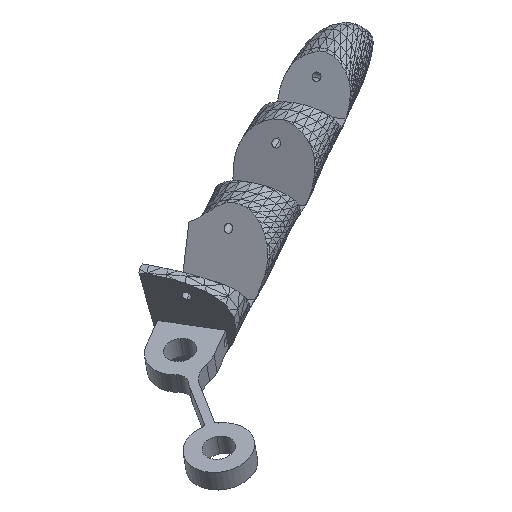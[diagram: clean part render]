
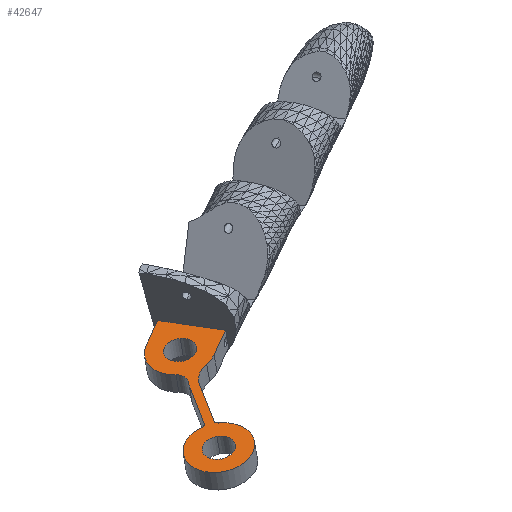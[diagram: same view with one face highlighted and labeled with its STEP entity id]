
A CAD part, left-side view. The second image highlights one B-rep face of the part: STEP entity #42647.
In plain terms, the highlighted planar face has unit normal (-0.677, 0.126, 0.725).
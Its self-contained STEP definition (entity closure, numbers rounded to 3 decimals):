
#12467=DIRECTION('',(0.318,0.938,0.134));
#12468=VECTOR('',#12467,15.);
#12469=CARTESIAN_POINT('',(98.645,-87.788,
79.367));
#12470=LINE('',#12469,#12468);
#13018=DIRECTION('',(0.663,-0.321,0.676));
#13019=VECTOR('',#13018,7.535);
#13020=CARTESIAN_POINT('',(93.646,-85.367,
74.276));
#13021=LINE('',#13020,#13019);
#13045=DIRECTION('',(-0.663,0.321,-0.676));
#13046=VECTOR('',#13045,7.535);
#13047=CARTESIAN_POINT('',(103.42,-73.711,
81.375));
#13048=LINE('',#13047,#13046);
#13058=CARTESIAN_POINT('',(72.853,-86.36,
55.028));
#13059=DIRECTION('',(-0.677,0.126,0.725));
#13060=DIRECTION('',(0.736,0.116,0.667));
#13061=AXIS2_PLACEMENT_3D('',#13058,#13059,#13060);
#13063=CARTESIAN_POINT('',(72.853,-86.36,
55.028));
#13064=DIRECTION('',(-0.677,0.126,0.725));
#13065=DIRECTION('',(-0.736,-0.116,-0.667));
#13066=AXIS2_PLACEMENT_3D('',#13063,#13064,#13065);
#13068=CARTESIAN_POINT('',(96.033,-78.328,
75.28));
#13069=DIRECTION('',(-0.677,0.126,0.725));
#13070=DIRECTION('',(0.731,0.,0.683));
#13071=AXIS2_PLACEMENT_3D('',#13068,#13069,#13070);
#13073=CARTESIAN_POINT('',(96.033,-78.328,
75.28));
#13074=DIRECTION('',(-0.677,0.126,0.725));
#13075=DIRECTION('',(-0.731,0.,
-0.683));
#13076=AXIS2_PLACEMENT_3D('',#13073,#13074,#13075);
#13078=DIRECTION('',(-0.729,-0.252,-0.637));
#13079=VECTOR('',#13078,11.748);
#13080=CARTESIAN_POINT('',(87.53,-82.352,
68.039));
#13081=LINE('',#13080,#13079);
#13082=DIRECTION('',(0.729,0.252,0.637));
#13083=VECTOR('',#13082,11.727);
#13084=CARTESIAN_POINT('',(78.771,-83.318,
60.026));
#13085=LINE('',#13084,#13083);
#13086=CARTESIAN_POINT('',(88.207,-88.684,
69.774));
#13087=DIRECTION('',(0.677,-0.126,-0.725));
#13088=DIRECTION('',(-0.103,0.959,-0.263));
#13089=AXIS2_PLACEMENT_3D('',#13086,#13087,#13088);
#13091=CARTESIAN_POINT('',(88.207,-88.684,
69.774));
#13092=DIRECTION('',(-0.677,0.126,0.725));
#13093=DIRECTION('',(0.555,0.734,0.39));
#13094=AXIS2_PLACEMENT_3D('',#13091,#13092,#13093);
#13166=CARTESIAN_POINT('',(72.853,-86.36,
55.028));
#13167=DIRECTION('',(-0.677,0.126,0.725));
#13168=DIRECTION('',(0.684,0.471,0.557));
#13169=AXIS2_PLACEMENT_3D('',#13166,#13167,#13168);
#13185=CARTESIAN_POINT('',(78.668,-82.359,
59.763));
#13186=DIRECTION('',(0.677,-0.126,-0.725));
#13187=DIRECTION('',(0.103,-0.959,0.263));
#13188=AXIS2_PLACEMENT_3D('',#13185,#13186,#13187);
#13202=CARTESIAN_POINT('',(88.514,-77.136,
68.049));
#13203=DIRECTION('',(0.677,-0.126,-0.725));
#13204=DIRECTION('',(0.716,-0.114,0.689));
#13205=AXIS2_PLACEMENT_3D('',#13202,#13203,#13204);
#13221=CARTESIAN_POINT('',(96.033,-78.328,
75.28));
#13222=DIRECTION('',(-0.677,0.126,0.725));
#13223=DIRECTION('',(-0.555,-0.734,-0.39));
#13224=AXIS2_PLACEMENT_3D('',#13221,#13222,#13223);
#13235=CARTESIAN_POINT('',(96.033,-78.328,
75.28));
#13236=DIRECTION('',(-0.677,0.126,0.725));
#13237=DIRECTION('',(0.318,0.938,0.134));
#13238=AXIS2_PLACEMENT_3D('',#13235,#13236,#13237);
#13248=CARTESIAN_POINT('',(79.072,-86.278,
60.822));
#13249=DIRECTION('',(0.677,-0.126,-0.725));
#13250=DIRECTION('',(-0.732,-0.01,-0.682));
#13251=AXIS2_PLACEMENT_3D('',#13248,#13249,#13250);
#15638=CARTESIAN_POINT('',(98.645,-87.788,
79.367));
#15639=VERTEX_POINT('',#15638);
#15640=CARTESIAN_POINT('',(103.42,-73.711,
81.375));
#15641=VERTEX_POINT('',#15640);
#15656=CARTESIAN_POINT('',(93.646,-85.367,
74.276));
#15657=VERTEX_POINT('',#15656);
#15662=CARTESIAN_POINT('',(98.421,-71.289,
76.284));
#15663=VERTEX_POINT('',#15662);
#15666=CARTESIAN_POINT('',(98.591,-78.328,
77.669));
#15667=CARTESIAN_POINT('',(93.476,-78.328,
72.891));
#15668=VERTEX_POINT('',#15666);
#15669=VERTEX_POINT('',#15667);
#15747=CARTESIAN_POINT('',(75.428,-85.954,
57.363));
#15748=CARTESIAN_POINT('',(70.277,-86.767,
52.694));
#15749=VERTEX_POINT('',#15747);
#15750=VERTEX_POINT('',#15748);
#15753=CARTESIAN_POINT('',(91.871,-83.836,
72.351));
#15754=VERTEX_POINT('',#15753);
#15756=CARTESIAN_POINT('',(87.316,-80.357,
67.492));
#15758=VERTEX_POINT('',#15756);
#15760=CARTESIAN_POINT('',(87.53,-82.352,
68.039));
#15762=VERTEX_POINT('',#15760);
#15763=CARTESIAN_POINT('',(90.662,-77.477,
70.115));
#15765=VERTEX_POINT('',#15763);
#15767=CARTESIAN_POINT('',(88.435,-80.102,
68.492));
#15769=VERTEX_POINT('',#15767);
#15772=CARTESIAN_POINT('',(77.984,-82.829,
59.206));
#15774=VERTEX_POINT('',#15772);
#15776=CARTESIAN_POINT('',(78.771,-83.318,
60.026));
#15778=VERTEX_POINT('',#15776);
#15779=CARTESIAN_POINT('',(78.34,-86.288,
60.141));
#15781=VERTEX_POINT('',#15779);
#15783=CARTESIAN_POINT('',(78.969,-85.319,
60.559));
#15785=VERTEX_POINT('',#15783);
#42605=CARTESIAN_POINT('',(96.033,-78.328,
75.28));
#42606=DIRECTION('',(-0.677,0.126,0.725));
#42607=DIRECTION('',(0.731,0.,0.683));
#42608=AXIS2_PLACEMENT_3D('',#42605,#42606,#42607);
#42609=PLANE('',#42608);
#42611=ORIENTED_EDGE('',*,*,#42610,.T.);
#42613=ORIENTED_EDGE('',*,*,#42612,.F.);
#42615=ORIENTED_EDGE('',*,*,#42614,.F.);
#42617=ORIENTED_EDGE('',*,*,#42616,.F.);
#42619=ORIENTED_EDGE('',*,*,#42618,.T.);
#42621=ORIENTED_EDGE('',*,*,#42620,.T.);
#42623=ORIENTED_EDGE('',*,*,#42622,.F.);
#42625=ORIENTED_EDGE('',*,*,#42624,.F.);
#42626=ORIENTED_EDGE('',*,*,#42594,.F.);
#42627=ORIENTED_EDGE('',*,*,#41247,.F.);
#42628=ORIENTED_EDGE('',*,*,#42547,.F.);
#42630=ORIENTED_EDGE('',*,*,#42629,.F.);
#42632=ORIENTED_EDGE('',*,*,#42631,.T.);
#42633=EDGE_LOOP('',(#42611,#42613,#42615,#42617,#42619,#42621,#42623,#42625,
#42626,#42627,#42628,#42630,#42632));
#42634=FACE_OUTER_BOUND('',#42633,.F.);
#42636=ORIENTED_EDGE('',*,*,#42635,.T.);
#42638=ORIENTED_EDGE('',*,*,#42637,.T.);
#42639=EDGE_LOOP('',(#42636,#42638));
#42640=FACE_BOUND('',#42639,.F.);
#42642=ORIENTED_EDGE('',*,*,#42641,.T.);
#42644=ORIENTED_EDGE('',*,*,#42643,.T.);
#42645=EDGE_LOOP('',(#42642,#42644));
#42646=FACE_BOUND('',#42645,.F.);
#42647=ADVANCED_FACE('',(#42634,#42640,#42646),#42609,.T.);
#13062=CIRCLE('',#13061,3.5);
#13067=CIRCLE('',#13066,3.5);
#13072=CIRCLE('',#13071,3.5);
#13077=CIRCLE('',#13076,3.5);
#13090=CIRCLE('',#13089,8.68);
#13095=CIRCLE('',#13094,6.6);
#13170=CIRCLE('',#13169,7.5);
#13189=CIRCLE('',#13188,1.);
#13206=CIRCLE('',#13205,3.);
#13225=CIRCLE('',#13224,7.5);
#13239=CIRCLE('',#13238,7.5);
#13252=CIRCLE('',#13251,1.);
#41247=EDGE_CURVE('',#15639,#15641,#12470,.T.);
#42547=EDGE_CURVE('',#15657,#15639,#13021,.T.);
#42594=EDGE_CURVE('',#15641,#15663,#13048,.T.);
#42610=EDGE_CURVE('',#15762,#15785,#13081,.T.);
#42612=EDGE_CURVE('',#15781,#15785,#13252,.T.);
#42614=EDGE_CURVE('',#15774,#15781,#13170,.T.);
#42616=EDGE_CURVE('',#15778,#15774,#13189,.T.);
#42618=EDGE_CURVE('',#15778,#15758,#13085,.T.);
#42620=EDGE_CURVE('',#15758,#15769,#13090,.T.);
#42622=EDGE_CURVE('',#15765,#15769,#13206,.T.);
#42624=EDGE_CURVE('',#15663,#15765,#13239,.T.);
#42629=EDGE_CURVE('',#15754,#15657,#13225,.T.);
#42631=EDGE_CURVE('',#15754,#15762,#13095,.T.);
#42635=EDGE_CURVE('',#15668,#15669,#13072,.T.);
#42637=EDGE_CURVE('',#15669,#15668,#13077,.T.);
#42641=EDGE_CURVE('',#15749,#15750,#13062,.T.);
#42643=EDGE_CURVE('',#15750,#15749,#13067,.T.);
